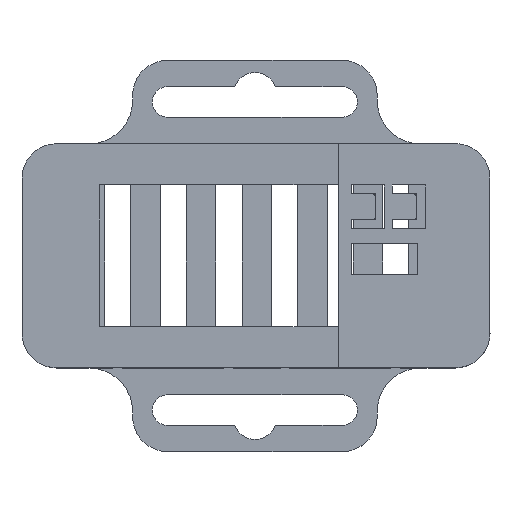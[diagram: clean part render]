
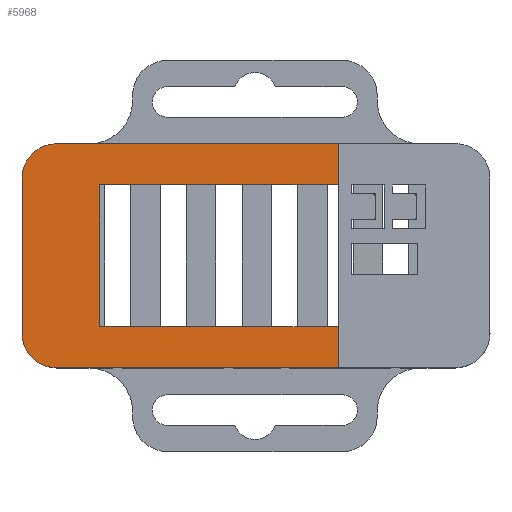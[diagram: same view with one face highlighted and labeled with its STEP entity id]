
A CAD part, top view. The second image highlights one B-rep face of the part: STEP entity #5968.
In plain terms, the highlighted planar face has unit normal (0, 0, 1).
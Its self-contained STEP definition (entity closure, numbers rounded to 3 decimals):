
#84=FACE_BOUND('',#812,.T.);
#198=PLANE('',#6472);
#482=FACE_OUTER_BOUND('',#811,.T.);
#811=EDGE_LOOP('',(#5093,#5094,#5095,#5096,#5097,#5098));
#812=EDGE_LOOP('',(#5099,#5100,#5101,#5102));
#1101=CIRCLE('',#6466,3.94);
#1102=CIRCLE('',#6469,3.94);
#1477=LINE('',#9442,#2123);
#1522=LINE('',#9621,#2168);
#1524=LINE('',#9625,#2170);
#1526=LINE('',#9629,#2172);
#1528=LINE('',#9632,#2174);
#1531=LINE('',#9641,#2177);
#1534=LINE('',#9648,#2180);
#1535=LINE('',#9650,#2181);
#2123=VECTOR('',#7625,10.);
#2168=VECTOR('',#7750,10.);
#2170=VECTOR('',#7754,10.);
#2172=VECTOR('',#7758,10.);
#2174=VECTOR('',#7762,10.);
#2177=VECTOR('',#7771,10.);
#2180=VECTOR('',#7780,10.);
#2181=VECTOR('',#7783,10.);
#2774=VERTEX_POINT('',#9439);
#2775=VERTEX_POINT('',#9441);
#2816=VERTEX_POINT('',#9618);
#2817=VERTEX_POINT('',#9620);
#2818=VERTEX_POINT('',#9624);
#2819=VERTEX_POINT('',#9628);
#2820=VERTEX_POINT('',#9634);
#2821=VERTEX_POINT('',#9636);
#2822=VERTEX_POINT('',#9640);
#2823=VERTEX_POINT('',#9644);
#3526=EDGE_CURVE('',#2775,#2774,#1477,.T.);
#3594=EDGE_CURVE('',#2817,#2816,#1522,.T.);
#3596=EDGE_CURVE('',#2818,#2817,#1524,.T.);
#3598=EDGE_CURVE('',#2819,#2818,#1526,.T.);
#3600=EDGE_CURVE('',#2816,#2819,#1528,.T.);
#3602=EDGE_CURVE('',#2821,#2820,#1101,.T.);
#3604=EDGE_CURVE('',#2822,#2821,#1531,.T.);
#3606=EDGE_CURVE('',#2823,#2822,#1102,.T.);
#3608=EDGE_CURVE('',#2774,#2823,#1534,.T.);
#3609=EDGE_CURVE('',#2820,#2775,#1535,.T.);
#5093=ORIENTED_EDGE('',*,*,#3526,.T.);
#5094=ORIENTED_EDGE('',*,*,#3608,.T.);
#5095=ORIENTED_EDGE('',*,*,#3606,.T.);
#5096=ORIENTED_EDGE('',*,*,#3604,.T.);
#5097=ORIENTED_EDGE('',*,*,#3602,.T.);
#5098=ORIENTED_EDGE('',*,*,#3609,.T.);
#5099=ORIENTED_EDGE('',*,*,#3600,.T.);
#5100=ORIENTED_EDGE('',*,*,#3598,.T.);
#5101=ORIENTED_EDGE('',*,*,#3596,.T.);
#5102=ORIENTED_EDGE('',*,*,#3594,.T.);
#5968=ADVANCED_FACE('',(#482,#84),#198,.T.);
#6466=AXIS2_PLACEMENT_3D('',#9637,#7766,#7767);
#6469=AXIS2_PLACEMENT_3D('',#9645,#7775,#7776);
#6472=AXIS2_PLACEMENT_3D('',#9651,#7784,#7785);
#7625=DIRECTION('',(0.,1.,0.));
#7750=DIRECTION('',(0.,1.,0.));
#7754=DIRECTION('',(-1.,0.,0.));
#7758=DIRECTION('',(0.,-1.,0.));
#7762=DIRECTION('',(1.,0.,0.));
#7766=DIRECTION('center_axis',(0.,0.,1.));
#7767=DIRECTION('ref_axis',(-1.,0.,0.));
#7771=DIRECTION('',(0.,-1.,0.));
#7775=DIRECTION('center_axis',(0.,0.,1.));
#7776=DIRECTION('ref_axis',(0.,1.,0.));
#7780=DIRECTION('',(-1.,0.,0.));
#7783=DIRECTION('',(1.,0.,0.));
#7784=DIRECTION('center_axis',(0.,0.,1.));
#7785=DIRECTION('ref_axis',(1.,0.,0.));
#9439=CARTESIAN_POINT('',(10.3,12.83,3.4));
#9441=CARTESIAN_POINT('',(10.3,-12.83,3.4));
#9442=CARTESIAN_POINT('',(10.3,-6.415,3.4));
#9618=CARTESIAN_POINT('',(-17.9,8.13,3.4));
#9620=CARTESIAN_POINT('',(-17.9,-8.13,3.4));
#9621=CARTESIAN_POINT('',(-17.9,-4.065,3.4));
#9624=CARTESIAN_POINT('',(9.4,-8.13,3.4));
#9625=CARTESIAN_POINT('',(0.725,-8.13,3.4));
#9628=CARTESIAN_POINT('',(9.4,8.13,3.4));
#9629=CARTESIAN_POINT('',(9.4,4.065,3.4));
#9632=CARTESIAN_POINT('',(-12.925,8.13,3.4));
#9634=CARTESIAN_POINT('',(-22.86,-12.83,3.4));
#9636=CARTESIAN_POINT('',(-26.8,-8.89,3.4));
#9637=CARTESIAN_POINT('Origin',(-22.86,-8.89,3.4));
#9640=CARTESIAN_POINT('',(-26.8,8.89,3.4));
#9641=CARTESIAN_POINT('',(-26.8,4.445,3.4));
#9644=CARTESIAN_POINT('',(-22.86,12.83,3.4));
#9645=CARTESIAN_POINT('Origin',(-22.86,8.89,3.4));
#9648=CARTESIAN_POINT('',(1.475,12.83,3.4));
#9650=CARTESIAN_POINT('',(-15.405,-12.83,3.4));
#9651=CARTESIAN_POINT('Origin',(-7.95,0.,
3.4));
